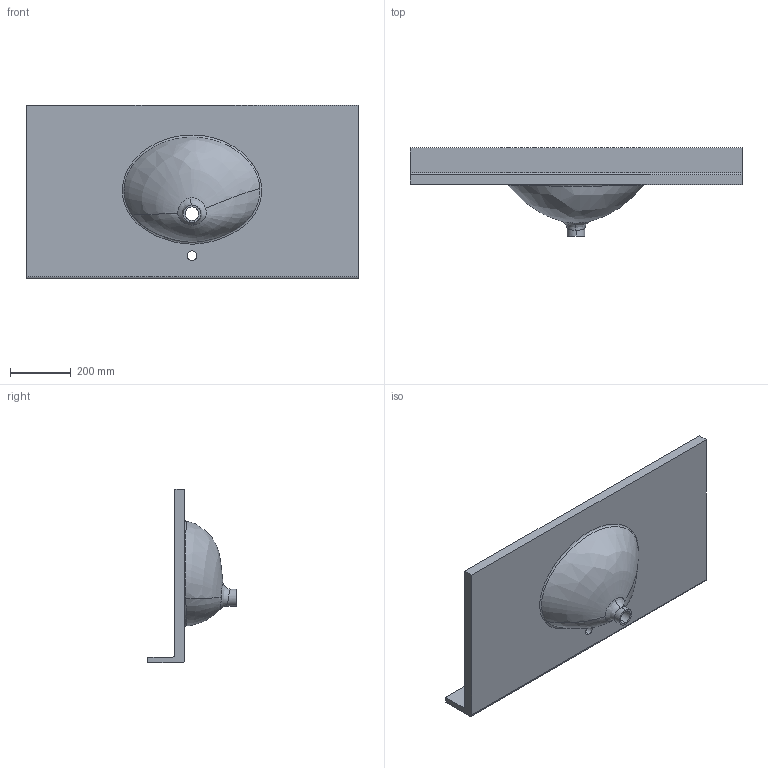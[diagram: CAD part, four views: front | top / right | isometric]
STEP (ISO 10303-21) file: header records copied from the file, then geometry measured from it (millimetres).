
FILE_DESCRIPTION (( 'STEP AP214' ), '1' );
FILE_NAME ('CH1B2243.STEP', '2021-03-31T07:06:00', ( '' ), ( '' ), 'SwSTEP 2.0', 'SolidWorks 2020', '' );
FILE_SCHEMA (( 'AUTOMOTIVE_DESIGN' ));
Length unit declared in the file: inch
Products named in the file (1): CH1B2243
Bounding box: 1092.2 x 290.51 x 571.5 mm (x, y, z)
Volume: 18967612.8 mm3; surface area: 1693258.9 mm2
Topology: 1 solids, 1 shells, 25 faces, 68 edges, 46 vertices
Faces by surface type: plane 9, cylinder 8, bspline 8
Entity records: 16350 total; most frequent: CARTESIAN_POINT 15719, ORIENTED_EDGE 136, DIRECTION 102, EDGE_CURVE 68, VERTEX_POINT 46, AXIS2_PLACEMENT_3D 38, EDGE_LOOP 30, LINE 26
